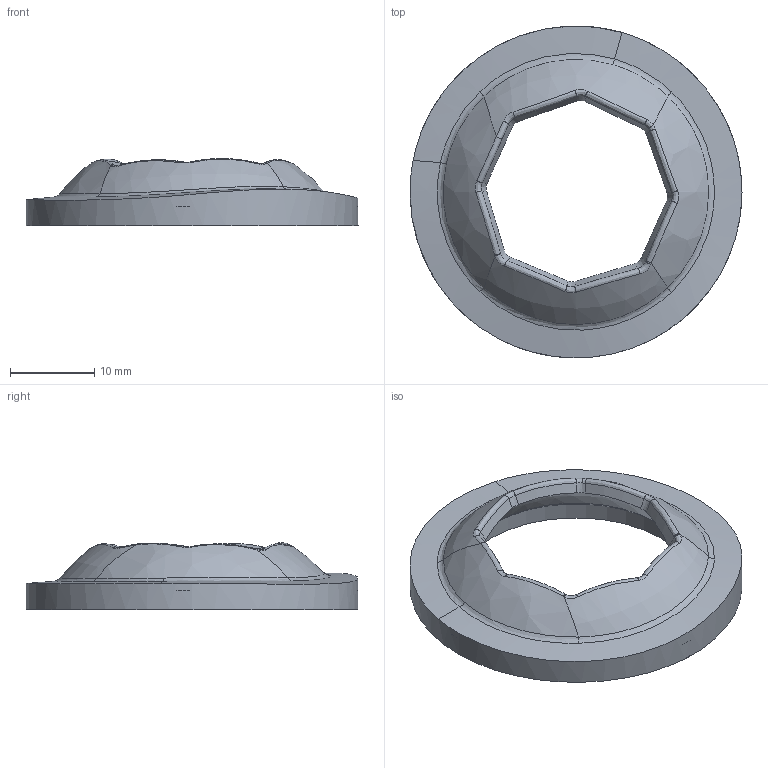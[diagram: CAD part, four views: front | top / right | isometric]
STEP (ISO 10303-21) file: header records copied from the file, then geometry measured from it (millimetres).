
FILE_DESCRIPTION(/* description */ (''),/* implementation_level */ '2;1');
FILE_NAME(/* name */ 'magnet_gate_4_0-6_tolerance.step',/* time_stamp */ '2023-11-24T08:21:50-05:00',/* author */ (''),/* organization */ (''),/* preprocessor_version */ 'ST-DEVELOPER v20',/* originating_system */ 'Autodesk Translation Framework v12.14.0.127',/* authorisation */ '');
FILE_SCHEMA (('AUTOMOTIVE_DESIGN { 1 0 10303 214 3 1 1 }'));
Length unit declared in the file: millimetre
Products named in the file (1): notches
Bounding box: 39.4 x 39.39 x 7.95 mm (x, y, z)
Volume: 2818.1 mm3; surface area: 2839.5 mm2
Topology: 1 solids, 1 shells, 63 faces, 148 edges, 90 vertices
Faces by surface type: bspline 50, cylinder 5, plane 5, cone 2, torus 1
Full cylindrical faces by diameter (mm): 5.3 x4, 39.4 x1
Entity records: 7932 total; most frequent: CARTESIAN_POINT 6635, ORIENTED_EDGE 296, DIRECTION 151, EDGE_CURVE 148, VERTEX_POINT 90, B_SPLINE_CURVE_WITH_KNOTS 72, AXIS2_PLACEMENT_3D 72, EDGE_LOOP 68
